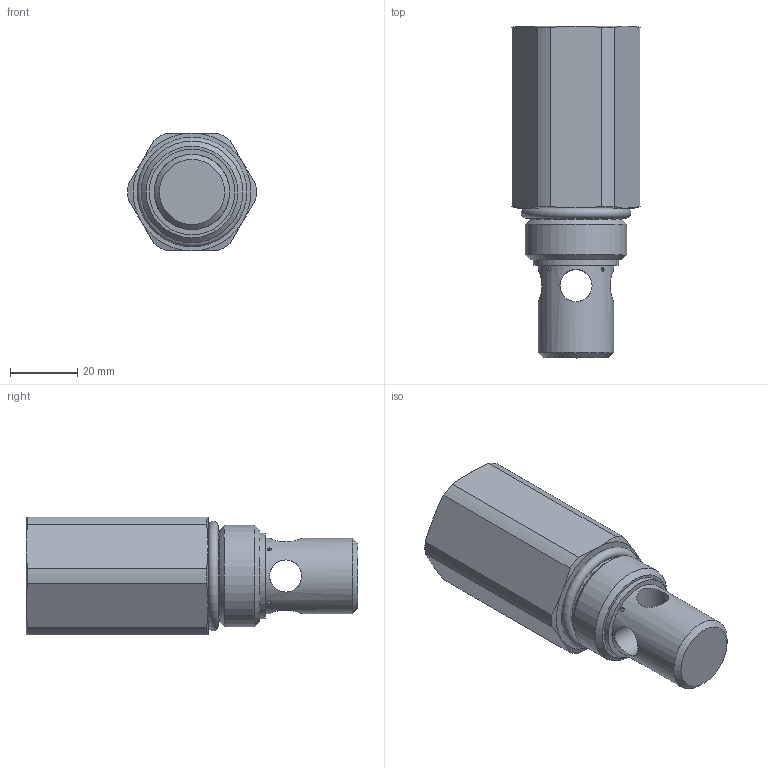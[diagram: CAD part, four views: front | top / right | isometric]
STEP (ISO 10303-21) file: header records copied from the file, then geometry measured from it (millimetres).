
FILE_DESCRIPTION((''),'2;1');
FILE_NAME('llpc-n-8_10149-92_RN.stp','2012-06-21T14:52:43',('mmartin'),(''),'Autodesk Inventor 2010','Autodesk Inventor 2010','');
FILE_SCHEMA(('AUTOMOTIVE_DESIGN { 1 0 10303 214 1 1 1 1 }'));
Length unit declared in the file: inch
Products named in the file (1): 10149-92_Shrinkwrap
Bounding box: 38.07 x 98.42 x 34.92 mm (x, y, z)
Volume: 65714.5 mm3; surface area: 15617.2 mm2
Topology: 1 solids, 1 shells, 58 faces, 134 edges, 83 vertices
Faces by surface type: cylinder 21, cone 18, plane 16, torus 2, bspline 1
Full cylindrical faces by diameter (mm): 1.168 x4, 9.525 x4, 14.415 x1, 17.501 x1, 22.352 x1, 25.4 x1, 27.165 x2, 30.163 x1
Entity records: 1709 total; most frequent: CARTESIAN_POINT 582, DIRECTION 232, ORIENTED_EDGE 192, AXIS2_PLACEMENT_3D 110, EDGE_CURVE 96, EDGE_LOOP 94, VERTEX_POINT 70, FACE_OUTER_BOUND 58
